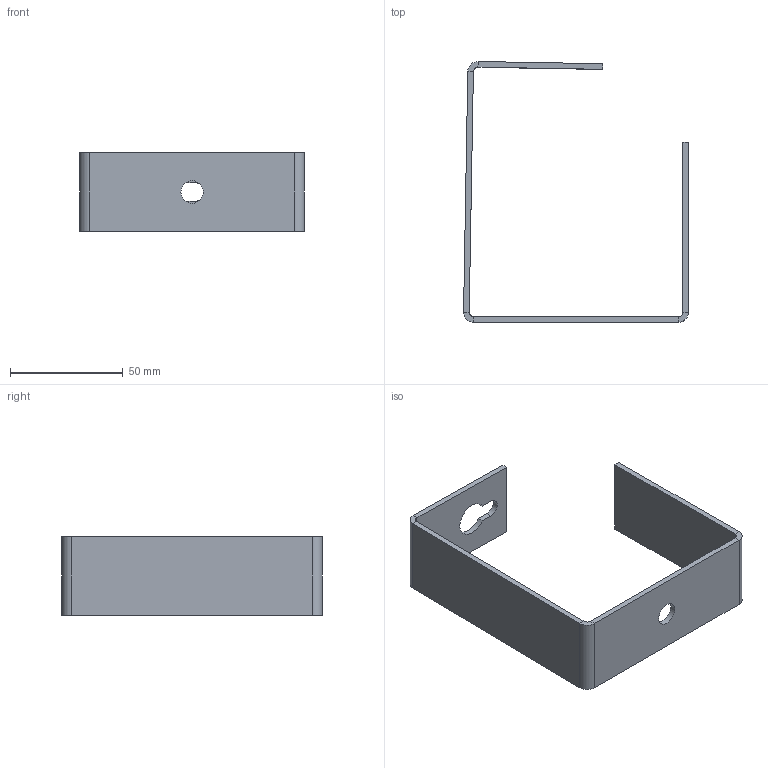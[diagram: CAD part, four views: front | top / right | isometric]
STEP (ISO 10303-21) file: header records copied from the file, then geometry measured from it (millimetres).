
FILE_DESCRIPTION (( 'STEP AP214' ), '1' );
FILE_NAME ('7215494.stp', '2021-07-28T11:26:15', ( '' ), ( '' ), 'SwSTEP 2.0', 'SolidWorks 2020', '' );
FILE_SCHEMA (( 'AUTOMOTIVE_DESIGN' ));
Length unit declared in the file: millimetre
Products named in the file (1): 7215494
Bounding box: 99.92 x 115.9 x 35 mm (x, y, z)
Volume: 29330.3 mm3; surface area: 25592.7 mm2
Topology: 1 solids, 1 shells, 35 faces, 75 edges, 42 vertices
Faces by surface type: plane 26, cylinder 9
Full cylindrical faces by diameter (mm): 10 x1
Entity records: 1139 total; most frequent: DIRECTION 164, CARTESIAN_POINT 152, ORIENTED_EDGE 148, EDGE_CURVE 74, LINE 56, VECTOR 56, AXIS2_PLACEMENT_3D 54, VERTEX_POINT 42
